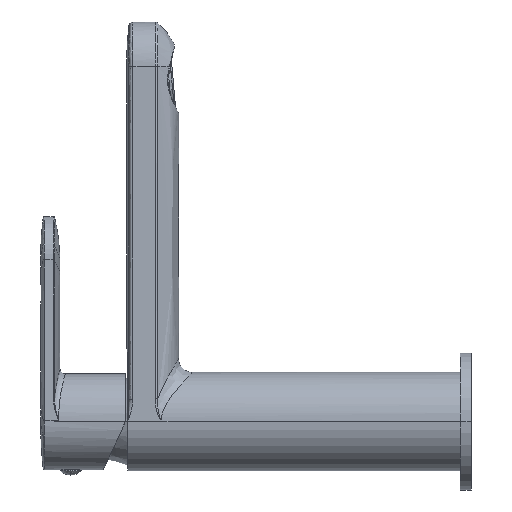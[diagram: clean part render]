
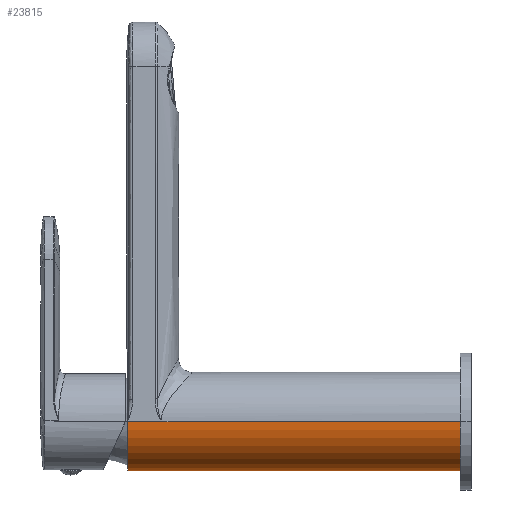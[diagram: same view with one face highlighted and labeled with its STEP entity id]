
A CAD part, left-side view. The second image highlights one B-rep face of the part: STEP entity #23815.
In plain terms, the highlighted cylindrical face has radius 18 mm (diameter 36 mm), a partial arc.
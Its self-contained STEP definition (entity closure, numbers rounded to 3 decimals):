
#193=CARTESIAN_POINT('',(0.,0.,0.));
#194=DIRECTION('',(0.,1.,0.));
#195=DIRECTION('',(1.,0.,0.));
#196=AXIS2_PLACEMENT_3D('',#193,#194,#195);
#198=DIRECTION('',(0.,1.,0.));
#199=VECTOR('',#198,121.5);
#200=CARTESIAN_POINT('',(18.,0.,0.));
#201=LINE('',#200,#199);
#202=CARTESIAN_POINT('',(0.,121.5,0.));
#203=DIRECTION('',(0.,1.,0.));
#204=DIRECTION('',(1.,0.,0.));
#205=AXIS2_PLACEMENT_3D('',#202,#203,#204);
#19016=DIRECTION('',(0.,1.,0.));
#19017=VECTOR('',#19016,121.5);
#19018=CARTESIAN_POINT('',(-18.,0.,0.));
#19019=LINE('',#19018,#19017);
#21203=CARTESIAN_POINT('',(18.,121.5,0.));
#21204=CARTESIAN_POINT('',(-18.,121.5,0.));
#21205=VERTEX_POINT('',#21203);
#21206=VERTEX_POINT('',#21204);
#23368=CARTESIAN_POINT('',(18.,0.,0.));
#23369=CARTESIAN_POINT('',(-18.,0.,0.));
#23370=VERTEX_POINT('',#23368);
#23371=VERTEX_POINT('',#23369);
#23801=CARTESIAN_POINT('',(0.,-1.5,0.));
#23802=DIRECTION('',(0.,1.,0.));
#23803=DIRECTION('',(1.,0.,0.));
#23804=AXIS2_PLACEMENT_3D('',#23801,#23802,#23803);
#23805=CYLINDRICAL_SURFACE('',#23804,18.);
#23807=ORIENTED_EDGE('',*,*,#23806,.F.);
#23809=ORIENTED_EDGE('',*,*,#23808,.T.);
#23810=ORIENTED_EDGE('',*,*,#23770,.T.);
#23812=ORIENTED_EDGE('',*,*,#23811,.F.);
#23813=EDGE_LOOP('',(#23807,#23809,#23810,#23812));
#23814=FACE_OUTER_BOUND('',#23813,.F.);
#23815=ADVANCED_FACE('',(#23814),#23805,.T.);
#197=CIRCLE('',#196,18.);
#206=CIRCLE('',#205,18.);
#23770=EDGE_CURVE('',#21205,#21206,#206,.T.);
#23806=EDGE_CURVE('',#23370,#23371,#197,.T.);
#23808=EDGE_CURVE('',#23370,#21205,#201,.T.);
#23811=EDGE_CURVE('',#23371,#21206,#19019,.T.);
